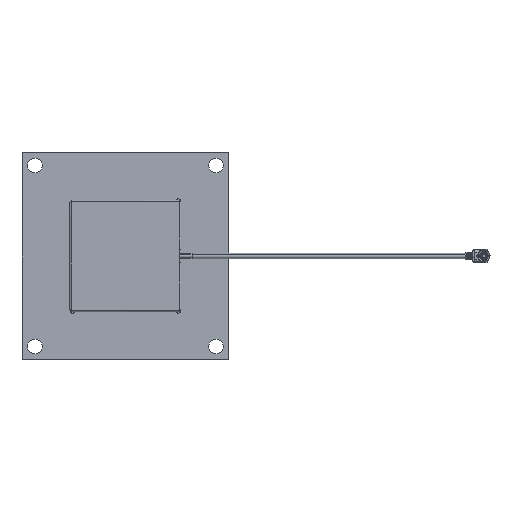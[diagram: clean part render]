
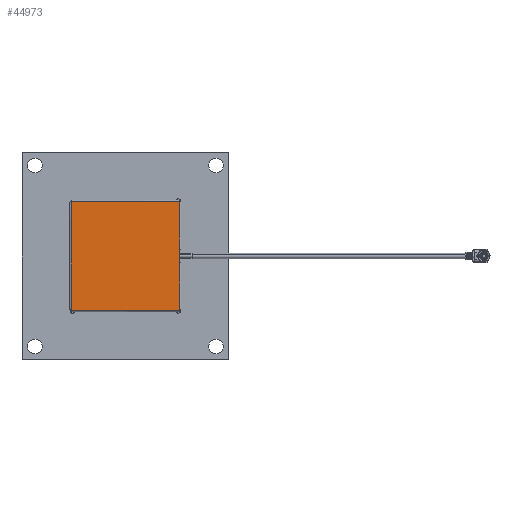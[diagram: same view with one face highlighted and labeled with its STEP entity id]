
A CAD part, top view. The second image highlights one B-rep face of the part: STEP entity #44973.
In plain terms, the highlighted planar face has unit normal (0, 0, 1).
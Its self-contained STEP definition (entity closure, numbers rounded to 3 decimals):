
#2582 = DIRECTION ( 'NONE',  ( -1., 0., 0. ) ) ;
#3639 = DIRECTION ( 'NONE',  ( 1., 0., 0. ) ) ;
#4366 = EDGE_CURVE ( 'NONE', #42189, #48488, #18441, .T. ) ;
#5142 = EDGE_CURVE ( 'NONE', #87322, #57804, #46698, .T. ) ;
#5246 = PLANE ( 'NONE',  #43112 ) ;
#5335 = VECTOR ( 'NONE', #2582, 1000. ) ;
#5762 = EDGE_CURVE ( 'NONE', #39796, #87322, #80219, .T. ) ;
#6023 = LINE ( 'NONE', #29320, #86631 ) ;
#7286 = VECTOR ( 'NONE', #9039, 1000. ) ;
#9039 = DIRECTION ( 'NONE',  ( 1., 0., 0. ) ) ;
#10524 = CARTESIAN_POINT ( 'NONE',  ( -1.5, -11.8, 3.4 ) ) ;
#10987 = CARTESIAN_POINT ( 'NONE',  ( -133.1, -11.8, 3.4 ) ) ;
#11238 = EDGE_CURVE ( 'NONE', #35645, #48488, #40691, .T. ) ;
#11494 = DIRECTION ( 'NONE',  ( -1., 0., 0. ) ) ;
#16378 = CARTESIAN_POINT ( 'NONE',  ( 11.8, -11.8, 3.4 ) ) ;
#18059 = CARTESIAN_POINT ( 'NONE',  ( -133.1, -11.8, 3.4 ) ) ;
#18441 = LINE ( 'NONE', #10524, #60637 ) ;
#18538 = LINE ( 'NONE', #18059, #94045 ) ;
#20604 = DIRECTION ( 'NONE',  ( 1., 0., 0. ) ) ;
#24963 = EDGE_CURVE ( 'NONE', #57804, #35645, #6023, .T. ) ;
#25162 = CARTESIAN_POINT ( 'NONE',  ( 1.5, -11.8, 3.4 ) ) ;
#25929 = CARTESIAN_POINT ( 'NONE',  ( -11.8, 11.8, 3.4 ) ) ;
#29320 = CARTESIAN_POINT ( 'NONE',  ( -11.8, 133.1, 3.4 ) ) ;
#30969 = ORIENTED_EDGE ( 'NONE', *, *, #11238, .T. ) ;
#31640 = ORIENTED_EDGE ( 'NONE', *, *, #24963, .T. ) ;
#35457 = CARTESIAN_POINT ( 'NONE',  ( 0., 0., 3.4 ) ) ;
#35645 = VERTEX_POINT ( 'NONE', #92119 ) ;
#39796 = VERTEX_POINT ( 'NONE', #16378 ) ;
#40691 = LINE ( 'NONE', #10987, #7286 ) ;
#42189 = VERTEX_POINT ( 'NONE', #25162 ) ;
#43112 = AXIS2_PLACEMENT_3D ( 'NONE', #35457, #86984, #20604 ) ;
#44973 = ADVANCED_FACE ( 'NONE', ( #56791 ), #5246, .F. ) ;
#46698 = LINE ( 'NONE', #75941, #5335 ) ;
#48488 = VERTEX_POINT ( 'NONE', #81501 ) ;
#51914 = DIRECTION ( 'NONE',  ( 0., 1., 0. ) ) ;
#56791 = FACE_OUTER_BOUND ( 'NONE', #58662, .T. ) ;
#57804 = VERTEX_POINT ( 'NONE', #25929 ) ;
#58662 = EDGE_LOOP ( 'NONE', ( #30969, #80775, #82323, #76685, #59121, #31640 ) ) ;
#59121 = ORIENTED_EDGE ( 'NONE', *, *, #5142, .T. ) ;
#60637 = VECTOR ( 'NONE', #11494, 1000. ) ;
#65939 = DIRECTION ( 'NONE',  ( 0., -1., 0. ) ) ;
#66769 = CARTESIAN_POINT ( 'NONE',  ( 11.8, -133.1, 3.4 ) ) ;
#70743 = CARTESIAN_POINT ( 'NONE',  ( 11.8, 11.8, 3.4 ) ) ;
#74941 = VECTOR ( 'NONE', #51914, 1000. ) ;
#75941 = CARTESIAN_POINT ( 'NONE',  ( 133.1, 11.8, 3.4 ) ) ;
#76237 = EDGE_CURVE ( 'NONE', #42189, #39796, #18538, .T. ) ;
#76685 = ORIENTED_EDGE ( 'NONE', *, *, #5762, .T. ) ;
#80219 = LINE ( 'NONE', #66769, #74941 ) ;
#80775 = ORIENTED_EDGE ( 'NONE', *, *, #4366, .F. ) ;
#81501 = CARTESIAN_POINT ( 'NONE',  ( -1.5, -11.8, 3.4 ) ) ;
#82323 = ORIENTED_EDGE ( 'NONE', *, *, #76237, .T. ) ;
#86631 = VECTOR ( 'NONE', #65939, 1000. ) ;
#86984 = DIRECTION ( 'NONE',  ( 0., 0., -1. ) ) ;
#87322 = VERTEX_POINT ( 'NONE', #70743 ) ;
#92119 = CARTESIAN_POINT ( 'NONE',  ( -11.8, -11.8, 3.4 ) ) ;
#94045 = VECTOR ( 'NONE', #3639, 1000. ) ;
